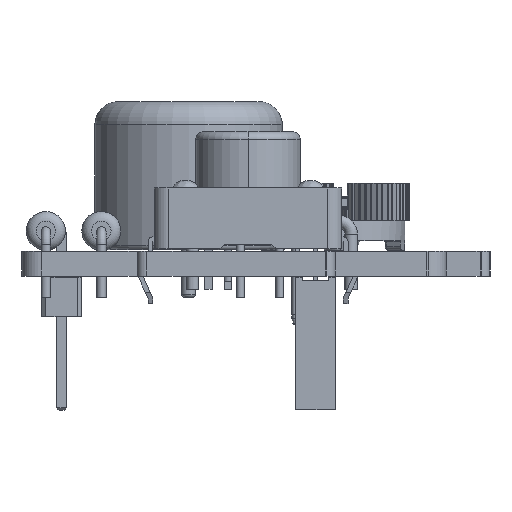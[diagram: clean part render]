
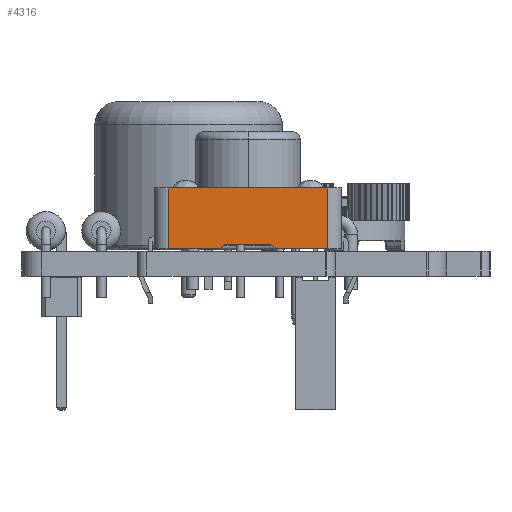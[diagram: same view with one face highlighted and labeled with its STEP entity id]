
A CAD part, left-side view. The second image highlights one B-rep face of the part: STEP entity #4316.
In plain terms, the highlighted face is planar.
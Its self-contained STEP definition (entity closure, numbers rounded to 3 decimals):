
#3386 = VERTEX_POINT('',#3387);
#3387 = CARTESIAN_POINT('',(5.1,6.,-3.9));
#3394 = EDGE_CURVE('',#3386,#3395,#3397,.T.);
#3395 = VERTEX_POINT('',#3396);
#3396 = CARTESIAN_POINT('',(5.1,6.,0.));
#3397 = LINE('',#3398,#3399);
#3398 = CARTESIAN_POINT('',(5.1,6.,-3.9));
#3399 = VECTOR('',#3400,1.);
#3400 = DIRECTION('',(0.,0.,1.));
#3445 = VERTEX_POINT('',#3446);
#3446 = CARTESIAN_POINT('',(-5.1,6.,0.));
#3453 = EDGE_CURVE('',#3445,#3395,#3454,.T.);
#3454 = LINE('',#3455,#3456);
#3455 = CARTESIAN_POINT('',(-5.1,6.,0.));
#3456 = VECTOR('',#3457,1.);
#3457 = DIRECTION('',(1.,0.,0.));
#4145 = EDGE_CURVE('',#4146,#3386,#4148,.T.);
#4146 = VERTEX_POINT('',#4147);
#4147 = CARTESIAN_POINT('',(1.8,6.,-3.9));
#4148 = LINE('',#4149,#4150);
#4149 = CARTESIAN_POINT('',(1.8,6.,-3.9));
#4150 = VECTOR('',#4151,1.);
#4151 = DIRECTION('',(1.,0.,0.));
#4185 = VERTEX_POINT('',#4186);
#4186 = CARTESIAN_POINT('',(-5.1,6.,-3.9));
#4211 = VERTEX_POINT('',#4212);
#4212 = CARTESIAN_POINT('',(-1.8,6.,-3.9));
#4218 = EDGE_CURVE('',#4185,#4211,#4219,.T.);
#4219 = LINE('',#4220,#4221);
#4220 = CARTESIAN_POINT('',(-5.1,6.,-3.9));
#4221 = VECTOR('',#4222,1.);
#4222 = DIRECTION('',(1.,0.,0.));
#4316 = ADVANCED_FACE('',(#4317),#4351,.T.);
#4317 = FACE_BOUND('',#4318,.F.);
#4318 = EDGE_LOOP('',(#4319,#4320,#4321,#4327,#4328,#4336,#4344,#4350));
#4319 = ORIENTED_EDGE('',*,*,#3394,.T.);
#4320 = ORIENTED_EDGE('',*,*,#3453,.F.);
#4321 = ORIENTED_EDGE('',*,*,#4322,.T.);
#4322 = EDGE_CURVE('',#3445,#4185,#4323,.T.);
#4323 = LINE('',#4324,#4325);
#4324 = CARTESIAN_POINT('',(-5.1,6.,0.));
#4325 = VECTOR('',#4326,1.);
#4326 = DIRECTION('',(0.,0.,-1.));
#4327 = ORIENTED_EDGE('',*,*,#4218,.T.);
#4328 = ORIENTED_EDGE('',*,*,#4329,.F.);
#4329 = EDGE_CURVE('',#4330,#4211,#4332,.T.);
#4330 = VERTEX_POINT('',#4331);
#4331 = CARTESIAN_POINT('',(-1.5,6.,-3.6));
#4332 = LINE('',#4333,#4334);
#4333 = CARTESIAN_POINT('',(-1.5,6.,-3.6));
#4334 = VECTOR('',#4335,1.);
#4335 = DIRECTION('',(-0.707,0.,-0.707));
#4336 = ORIENTED_EDGE('',*,*,#4337,.T.);
#4337 = EDGE_CURVE('',#4330,#4338,#4340,.T.);
#4338 = VERTEX_POINT('',#4339);
#4339 = CARTESIAN_POINT('',(1.5,6.,-3.6));
#4340 = LINE('',#4341,#4342);
#4341 = CARTESIAN_POINT('',(-1.5,6.,-3.6));
#4342 = VECTOR('',#4343,1.);
#4343 = DIRECTION('',(1.,0.,0.));
#4344 = ORIENTED_EDGE('',*,*,#4345,.F.);
#4345 = EDGE_CURVE('',#4146,#4338,#4346,.T.);
#4346 = LINE('',#4347,#4348);
#4347 = CARTESIAN_POINT('',(1.8,6.,-3.9));
#4348 = VECTOR('',#4349,1.);
#4349 = DIRECTION('',(-0.707,0.,0.707));
#4350 = ORIENTED_EDGE('',*,*,#4145,.T.);
#4351 = PLANE('',#4352);
#4352 = AXIS2_PLACEMENT_3D('',#4353,#4354,#4355);
#4353 = CARTESIAN_POINT('',(-6.,6.,-3.9));
#4354 = DIRECTION('',(0.,1.,0.));
#4355 = DIRECTION('',(0.,-0.,1.));
